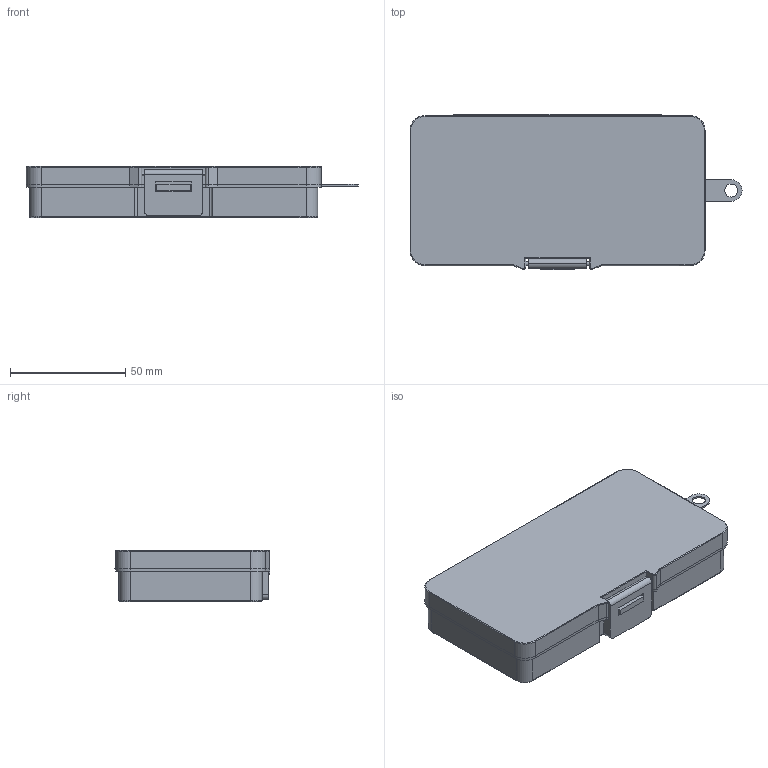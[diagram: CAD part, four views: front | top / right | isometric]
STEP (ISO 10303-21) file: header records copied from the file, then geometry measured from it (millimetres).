
FILE_DESCRIPTION (( 'STEP AP214' ), '1' );
FILE_NAME ('B233 Êîíòåéíåð ïëàñòèêîâûé ñ êðûøêîé ñ ðàçäåëèòåëÿìè 129x63x22.STEP', '2021-10-07T09:23:24', ( 'Ïîëüçîâàòåëü Windows' ), ( '' ), 'SwSTEP 2.0', 'SolidWorks 2021', '' );
FILE_SCHEMA (( 'AUTOMOTIVE_DESIGN' ));
Length unit declared in the file: millimetre
Products named in the file (5): B233 Ðàçäåëèòåëü; B233 Êîíòåéíåð ïëàñòèêîâûé ñ êðûøêîé ñ ðàçäåëèòåëÿìè 129x63x22; B233 Êðûøêà; B233 Çàù¸ëêà; B233 ¨ìêîñòü
Assembly tree (9 placements, depth 2):
  B233 Êîíòåéíåð ïëàñòèêîâûé ñ êðûøêîé ñ ðàçäåëèòåëÿìè 129x63x22
    B233 ¨ìêîñòü
    B233 Êðûøêà
    B233 Çàù¸ëêà
    B233 Ðàçäåëèòåëü  x6
Bounding box: 143.8 x 67.25 x 22.1 mm (x, y, z)
Volume: 30515 mm3; surface area: 71031.6 mm2
Topology: 9 solids, 9 shells, 326 faces, 860 edges, 562 vertices
Faces by surface type: plane 240, cylinder 68, torus 18
Entity records: 9456 total; most frequent: CARTESIAN_POINT 1660, ORIENTED_EDGE 1600, DIRECTION 1556, EDGE_CURVE 800, VECTOR 640, LINE 640, VERTEX_POINT 522, AXIS2_PLACEMENT_3D 458
